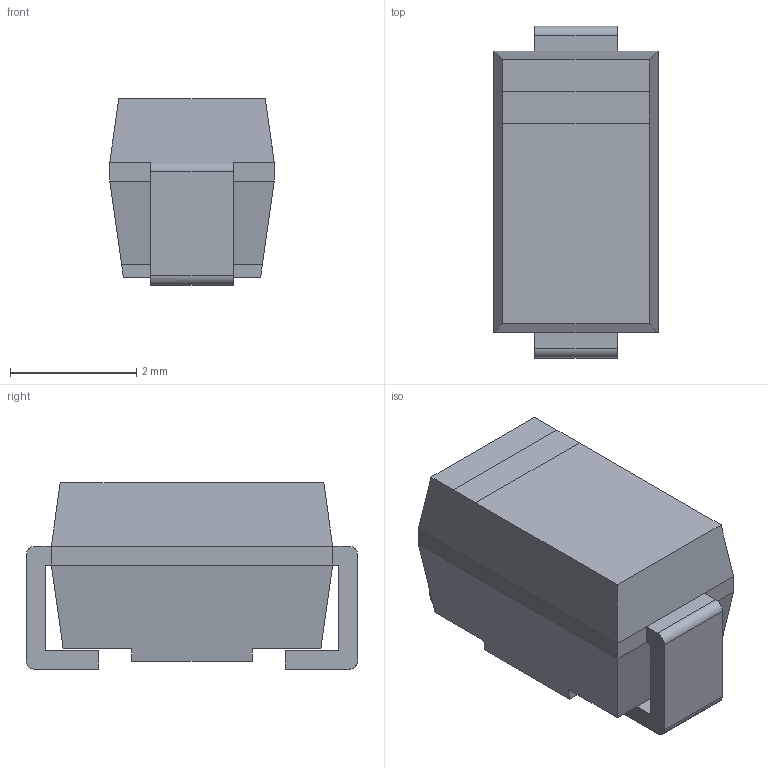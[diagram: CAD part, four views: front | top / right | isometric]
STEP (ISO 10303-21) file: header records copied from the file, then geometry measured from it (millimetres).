
FILE_DESCRIPTION (( 'STEP AP214' ), '1' );
FILE_NAME ('C34C4D50-673A-43E0-8ABE-077F36D46A45.STEP', '2008-02-06T09:21:58', ( 'sysAdmin' ), ( 'SolidWorks' ), 'SwSTEP 2.0', 'SolidWorks 2008', '' );
FILE_SCHEMA (( 'AUTOMOTIVE_DESIGN' ));
Length unit declared in the file: millimetre
Products named in the file (1): C34C4D50-673A-43E0-8ABE-077F36D46A45
Bounding box: 2.6 x 5.25 x 2.95 mm (x, y, z)
Volume: 30.8 mm3; surface area: 74.3 mm2
Topology: 1 solids, 1 shells, 44 faces, 110 edges, 68 vertices
Faces by surface type: plane 40, cylinder 4
Entity records: 1559 total; most frequent: CARTESIAN_POINT 275, ORIENTED_EDGE 220, DIRECTION 188, EDGE_CURVE 110, VECTOR 98, LINE 98, VERTEX_POINT 68, AXIS2_PLACEMENT_3D 45
